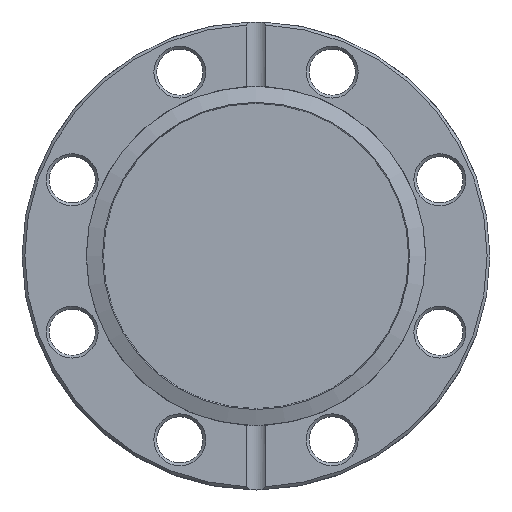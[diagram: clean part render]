
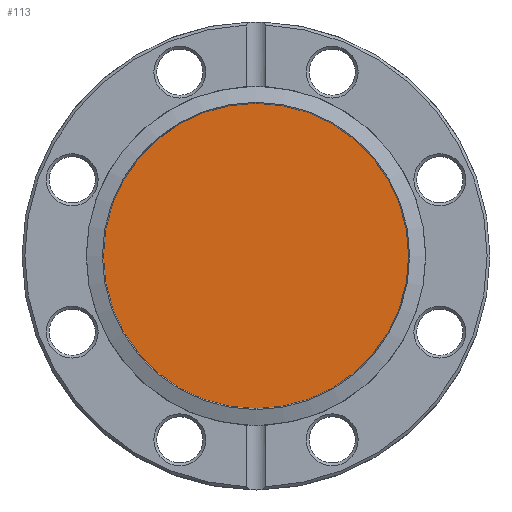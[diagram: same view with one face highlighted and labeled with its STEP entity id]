
A CAD part, top view. The second image highlights one B-rep face of the part: STEP entity #113.
In plain terms, the highlighted planar face has unit normal (0, 0, 1).
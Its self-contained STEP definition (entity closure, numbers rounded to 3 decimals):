
#113 = ADVANCED_FACE( '', ( #238 ), #239, .F. );
#238 = FACE_OUTER_BOUND( '', #363, .T. );
#239 = PLANE( '', #364 );
#363 = EDGE_LOOP( '', ( #592 ) );
#364 = AXIS2_PLACEMENT_3D( '', #593, #594, #595 );
#592 = ORIENTED_EDGE( '', *, *, #652, .T. );
#593 = CARTESIAN_POINT( '', ( 0., 0., 6.833 ) );
#594 = DIRECTION( '', ( 0., 0., -1. ) );
#595 = DIRECTION( '', ( -1., 0., 0. ) );
#652 = EDGE_CURVE( '', #759, #759, #760, .T. );
#759 = VERTEX_POINT( '', #935 );
#760 = CIRCLE( '', #936, 27.755 );
#935 = CARTESIAN_POINT( '', ( 27.755, 0., 6.833 ) );
#936 = AXIS2_PLACEMENT_3D( '', #1073, #1074, #1075 );
#1073 = CARTESIAN_POINT( '', ( 0., 0., 6.833 ) );
#1074 = DIRECTION( '', ( 0., 0., 1. ) );
#1075 = DIRECTION( '', ( 1., 0., 0. ) );
